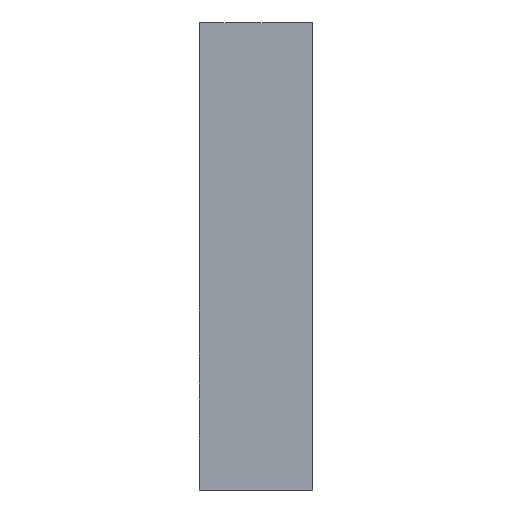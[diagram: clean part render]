
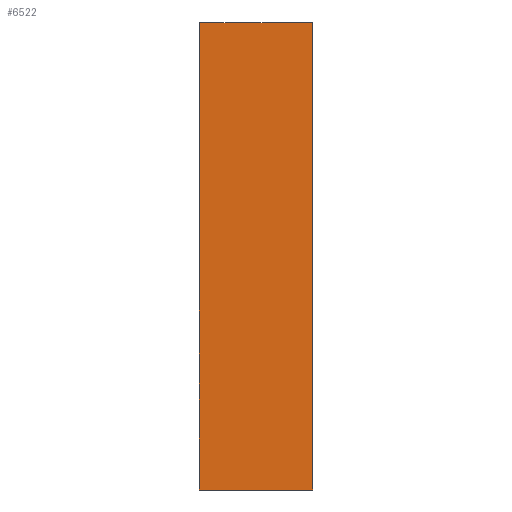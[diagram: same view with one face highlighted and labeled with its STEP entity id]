
A CAD part, front view. The second image highlights one B-rep face of the part: STEP entity #6522.
In plain terms, the highlighted planar face has unit normal (0, -1, 0).
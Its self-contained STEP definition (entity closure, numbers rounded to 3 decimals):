
#180=B_SPLINE_CURVE_WITH_KNOTS('',3,(#8560,#8561,#8562,#8563),
 .UNSPECIFIED.,.F.,.F.,(4,4),(0.,0.008),.UNSPECIFIED.);
#302=B_SPLINE_CURVE_WITH_KNOTS('',3,(#11005,#11006,#11007,#11008),
 .UNSPECIFIED.,.F.,.F.,(4,4),(0.,0.008),.UNSPECIFIED.);
#343=B_SPLINE_CURVE_WITH_KNOTS('',3,(#12015,#12016,#12017,#12018),
 .UNSPECIFIED.,.F.,.F.,(4,4),(0.,0.008),.UNSPECIFIED.);
#420=B_SPLINE_CURVE_WITH_KNOTS('',3,(#13654,#13655,#13656,#13657),
 .UNSPECIFIED.,.F.,.F.,(4,4),(0.185,0.195),
 .UNSPECIFIED.);
#422=B_SPLINE_CURVE_WITH_KNOTS('',3,(#13677,#13678,#13679,#13680),
 .UNSPECIFIED.,.F.,.F.,(4,4),(0.185,0.195),
 .UNSPECIFIED.);
#423=B_SPLINE_CURVE_WITH_KNOTS('',3,(#13683,#13684,#13685,#13686),
 .UNSPECIFIED.,.F.,.F.,(4,4),(0.185,0.195),
 .UNSPECIFIED.);
#772=FACE_OUTER_BOUND('',#1177,.T.);
#1177=EDGE_LOOP('',(#5710,#5711,#5712,#5713,#5714,#5715,#5716,#5717,#5718,
#5719,#5720,#5721,#5722,#5723,#5724,#5725,#5726,#5727,#5728));
#1247=LINE('',#8533,#1906);
#1437=LINE('',#10978,#2096);
#1624=LINE('',#11988,#2283);
#1806=LINE('',#13489,#2465);
#1840=LINE('',#13664,#2499);
#1841=LINE('',#13666,#2500);
#1842=LINE('',#13668,#2501);
#1843=LINE('',#13670,#2502);
#1844=LINE('',#13672,#2503);
#1845=LINE('',#13674,#2504);
#1846=LINE('',#13676,#2505);
#1847=LINE('',#13682,#2506);
#1848=LINE('',#13687,#2507);
#1906=VECTOR('',#6903,10.);
#2096=VECTOR('',#7249,10.);
#2283=VECTOR('',#7586,10.);
#2465=VECTOR('',#7916,10.);
#2499=VECTOR('',#7956,10.);
#2500=VECTOR('',#7957,10.);
#2501=VECTOR('',#7958,10.);
#2502=VECTOR('',#7959,10.);
#2503=VECTOR('',#7960,10.);
#2504=VECTOR('',#7961,10.);
#2505=VECTOR('',#7962,10.);
#2506=VECTOR('',#7963,10.);
#2507=VECTOR('',#7964,10.);
#2575=VERTEX_POINT('',#8530);
#2576=VERTEX_POINT('',#8532);
#2579=VERTEX_POINT('',#8555);
#2774=VERTEX_POINT('',#10975);
#2775=VERTEX_POINT('',#10977);
#2778=VERTEX_POINT('',#11000);
#2921=VERTEX_POINT('',#11985);
#2922=VERTEX_POINT('',#11987);
#2925=VERTEX_POINT('',#12010);
#3062=VERTEX_POINT('',#13487);
#3094=VERTEX_POINT('',#13653);
#3095=VERTEX_POINT('',#13663);
#3096=VERTEX_POINT('',#13665);
#3097=VERTEX_POINT('',#13667);
#3098=VERTEX_POINT('',#13669);
#3099=VERTEX_POINT('',#13671);
#3100=VERTEX_POINT('',#13673);
#3101=VERTEX_POINT('',#13675);
#3102=VERTEX_POINT('',#13681);
#3157=EDGE_CURVE('',#2576,#2575,#1247,.T.);
#3162=EDGE_CURVE('',#2575,#2579,#180,.T.);
#3469=EDGE_CURVE('',#2775,#2774,#1437,.T.);
#3474=EDGE_CURVE('',#2774,#2778,#302,.T.);
#3697=EDGE_CURVE('',#2922,#2921,#1624,.T.);
#3702=EDGE_CURVE('',#2921,#2925,#343,.T.);
#3947=EDGE_CURVE('',#2579,#3062,#1806,.T.);
#3992=EDGE_CURVE('',#3094,#2576,#420,.T.);
#3994=EDGE_CURVE('',#3062,#3095,#1840,.T.);
#3995=EDGE_CURVE('',#3095,#3096,#1841,.T.);
#3996=EDGE_CURVE('',#3096,#3097,#1842,.T.);
#3997=EDGE_CURVE('',#3097,#3098,#1843,.T.);
#3998=EDGE_CURVE('',#3098,#3099,#1844,.T.);
#3999=EDGE_CURVE('',#3099,#3100,#1845,.T.);
#4000=EDGE_CURVE('',#3100,#3101,#1846,.T.);
#4001=EDGE_CURVE('',#3101,#2775,#422,.T.);
#4002=EDGE_CURVE('',#2778,#3102,#1847,.T.);
#4003=EDGE_CURVE('',#3102,#2922,#423,.T.);
#4004=EDGE_CURVE('',#2925,#3094,#1848,.T.);
#5710=ORIENTED_EDGE('',*,*,#3947,.T.);
#5711=ORIENTED_EDGE('',*,*,#3994,.T.);
#5712=ORIENTED_EDGE('',*,*,#3995,.T.);
#5713=ORIENTED_EDGE('',*,*,#3996,.T.);
#5714=ORIENTED_EDGE('',*,*,#3997,.T.);
#5715=ORIENTED_EDGE('',*,*,#3998,.T.);
#5716=ORIENTED_EDGE('',*,*,#3999,.T.);
#5717=ORIENTED_EDGE('',*,*,#4000,.T.);
#5718=ORIENTED_EDGE('',*,*,#4001,.T.);
#5719=ORIENTED_EDGE('',*,*,#3469,.T.);
#5720=ORIENTED_EDGE('',*,*,#3474,.T.);
#5721=ORIENTED_EDGE('',*,*,#4002,.T.);
#5722=ORIENTED_EDGE('',*,*,#4003,.T.);
#5723=ORIENTED_EDGE('',*,*,#3697,.T.);
#5724=ORIENTED_EDGE('',*,*,#3702,.T.);
#5725=ORIENTED_EDGE('',*,*,#4004,.T.);
#5726=ORIENTED_EDGE('',*,*,#3992,.T.);
#5727=ORIENTED_EDGE('',*,*,#3157,.T.);
#5728=ORIENTED_EDGE('',*,*,#3162,.T.);
#6146=PLANE('',#6819);
#6522=ADVANCED_FACE('',(#772),#6146,.F.);
#6819=AXIS2_PLACEMENT_3D('',#13662,#7954,#7955);
#6903=DIRECTION('',(0.,0.,-1.));
#7249=DIRECTION('',(0.,0.,-1.));
#7586=DIRECTION('',(0.,0.,-1.));
#7916=DIRECTION('',(0.,0.,-1.));
#7954=DIRECTION('center_axis',(0.,1.,0.));
#7955=DIRECTION('ref_axis',(1.,0.,0.));
#7956=DIRECTION('',(1.,0.,0.));
#7957=DIRECTION('',(0.,0.,1.));
#7958=DIRECTION('',(-1.,0.,0.));
#7959=DIRECTION('',(0.,0.,1.));
#7960=DIRECTION('',(-0.966,0.,-0.258));
#7961=DIRECTION('',(-1.,0.,0.));
#7962=DIRECTION('',(0.,0.,-1.));
#7963=DIRECTION('',(0.,0.,-1.));
#7964=DIRECTION('',(0.,0.,-1.));
#8530=CARTESIAN_POINT('',(37.382,0.,38.67));
#8532=CARTESIAN_POINT('',(37.382,0.,43.504));
#8533=CARTESIAN_POINT('',(37.382,0.,43.504));
#8555=CARTESIAN_POINT('',(37.396,0.,38.584));
#8560=CARTESIAN_POINT('Ctrl Pts',(37.382,0.,38.67));
#8561=CARTESIAN_POINT('Ctrl Pts',(37.387,0.,38.641));
#8562=CARTESIAN_POINT('Ctrl Pts',(37.391,0.,38.613));
#8563=CARTESIAN_POINT('Ctrl Pts',(37.396,0.,38.584));
#10975=CARTESIAN_POINT('',(37.382,0.,69.979));
#10977=CARTESIAN_POINT('',(37.382,0.,74.813));
#10978=CARTESIAN_POINT('',(37.382,0.,74.813));
#11000=CARTESIAN_POINT('',(37.396,0.,69.893));
#11005=CARTESIAN_POINT('Ctrl Pts',(37.382,0.,69.979));
#11006=CARTESIAN_POINT('Ctrl Pts',(37.387,0.,69.95));
#11007=CARTESIAN_POINT('Ctrl Pts',(37.391,0.,69.921));
#11008=CARTESIAN_POINT('Ctrl Pts',(37.396,0.,69.893));
#11985=CARTESIAN_POINT('',(37.382,0.,49.063));
#11987=CARTESIAN_POINT('',(37.382,0.,53.898));
#11988=CARTESIAN_POINT('',(37.382,0.,53.898));
#12010=CARTESIAN_POINT('',(37.396,0.,48.978));
#12015=CARTESIAN_POINT('Ctrl Pts',(37.382,0.,49.063));
#12016=CARTESIAN_POINT('Ctrl Pts',(37.387,0.,49.035));
#12017=CARTESIAN_POINT('Ctrl Pts',(37.391,0.,49.006));
#12018=CARTESIAN_POINT('Ctrl Pts',(37.396,0.,48.978));
#13487=CARTESIAN_POINT('',(37.396,0.,26.197));
#13489=CARTESIAN_POINT('',(37.396,0.,140.51));
#13653=CARTESIAN_POINT('',(37.396,0.,43.605));
#13654=CARTESIAN_POINT('Ctrl Pts',(37.396,0.,43.605));
#13655=CARTESIAN_POINT('Ctrl Pts',(37.391,0.,43.571));
#13656=CARTESIAN_POINT('Ctrl Pts',(37.387,0.,43.538));
#13657=CARTESIAN_POINT('Ctrl Pts',(37.382,0.,43.504));
#13662=CARTESIAN_POINT('Origin',(42.316,0.,83.457));
#13663=CARTESIAN_POINT('',(65.062,0.,26.197));
#13664=CARTESIAN_POINT('',(37.396,0.,26.197));
#13665=CARTESIAN_POINT('',(65.062,0.,140.51));
#13666=CARTESIAN_POINT('',(65.062,0.,26.197));
#13667=CARTESIAN_POINT('',(47.249,0.,140.51));
#13668=CARTESIAN_POINT('',(65.062,0.,140.51));
#13669=CARTESIAN_POINT('',(47.249,0.,140.672));
#13670=CARTESIAN_POINT('',(47.249,0.,132.326));
#13671=CARTESIAN_POINT('',(46.643,0.,140.51));
#13672=CARTESIAN_POINT('',(47.249,0.,140.672));
#13673=CARTESIAN_POINT('',(37.396,0.,140.51));
#13674=CARTESIAN_POINT('',(65.062,0.,140.51));
#13675=CARTESIAN_POINT('',(37.396,0.,74.914));
#13676=CARTESIAN_POINT('',(37.396,0.,140.51));
#13677=CARTESIAN_POINT('Ctrl Pts',(37.396,0.,74.914));
#13678=CARTESIAN_POINT('Ctrl Pts',(37.391,0.,74.88));
#13679=CARTESIAN_POINT('Ctrl Pts',(37.387,0.,74.846));
#13680=CARTESIAN_POINT('Ctrl Pts',(37.382,0.,74.813));
#13681=CARTESIAN_POINT('',(37.396,0.,53.998));
#13682=CARTESIAN_POINT('',(37.396,0.,140.51));
#13683=CARTESIAN_POINT('Ctrl Pts',(37.396,0.,53.998));
#13684=CARTESIAN_POINT('Ctrl Pts',(37.391,0.,53.965));
#13685=CARTESIAN_POINT('Ctrl Pts',(37.387,0.,53.931));
#13686=CARTESIAN_POINT('Ctrl Pts',(37.382,0.,53.898));
#13687=CARTESIAN_POINT('',(37.396,0.,140.51));
